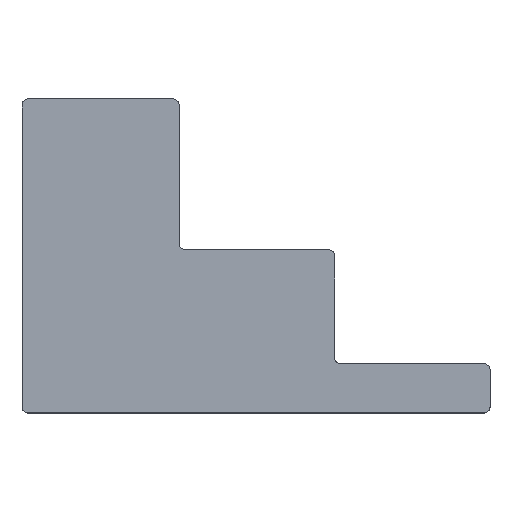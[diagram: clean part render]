
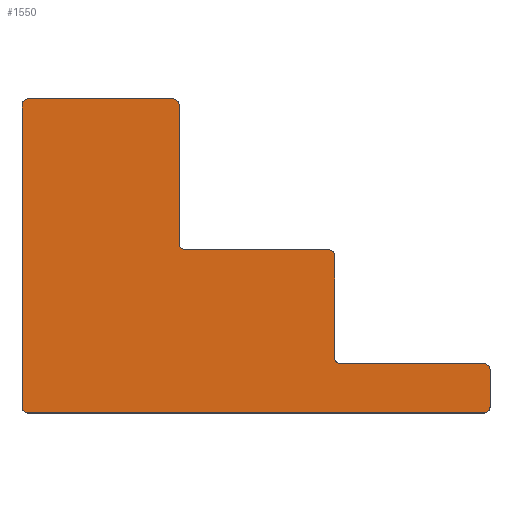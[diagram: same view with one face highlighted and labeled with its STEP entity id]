
A CAD part, top view. The second image highlights one B-rep face of the part: STEP entity #1550.
In plain terms, the highlighted planar face has unit normal (0, 0, 1).
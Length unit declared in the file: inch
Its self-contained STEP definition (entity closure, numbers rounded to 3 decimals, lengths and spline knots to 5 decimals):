
#22 = AXIS2_PLACEMENT_3D ( 'NONE', #1468, #4008, #3699 ) ;
#37 = CARTESIAN_POINT ( 'NONE',  ( 0., 2.00787, 1.00394 ) ) ;
#38 = LINE ( 'NONE', #2307, #3357 ) ;
#48 = CIRCLE ( 'NONE', #1303, 0.03937 ) ;
#61 = DIRECTION ( 'NONE',  ( 0., 0., -1. ) ) ;
#96 = EDGE_CURVE ( 'NONE', #2498, #1459, #2728, .T. ) ;
#157 = DIRECTION ( 'NONE',  ( 0., 0., -1. ) ) ;
#165 = DIRECTION ( 'NONE',  ( -1., 0., 0. ) ) ;
#171 = CARTESIAN_POINT ( 'NONE',  ( 1.00394, 1.08268, 1.00394 ) ) ;
#178 = ORIENTED_EDGE ( 'NONE', *, *, #1655, .T. ) ;
#184 = LINE ( 'NONE', #2702, #1862 ) ;
#202 = EDGE_CURVE ( 'NONE', #3280, #3386, #184, .T. ) ;
#203 = CARTESIAN_POINT ( 'NONE',  ( 0.96457, 2.00787, 1.00394 ) ) ;
#255 = DIRECTION ( 'NONE',  ( 0., 1., 0. ) ) ;
#344 = LINE ( 'NONE', #37, #3599 ) ;
#388 = CARTESIAN_POINT ( 'NONE',  ( 0., 0.31496, 1.00394 ) ) ;
#417 = AXIS2_PLACEMENT_3D ( 'NONE', #1629, #61, #1014 ) ;
#436 = VERTEX_POINT ( 'NONE', #1995 ) ;
#468 = CARTESIAN_POINT ( 'NONE',  ( 0., 1.04331, 1.00394 ) ) ;
#502 = EDGE_CURVE ( 'NONE', #3646, #2643, #3719, .T. ) ;
#544 = CARTESIAN_POINT ( 'NONE',  ( 0.03937, 0.03937, 1.00394 ) ) ;
#564 = EDGE_CURVE ( 'NONE', #744, #3386, #3316, .T. ) ;
#572 = ORIENTED_EDGE ( 'NONE', *, *, #4092, .T. ) ;
#596 = DIRECTION ( 'NONE',  ( -1., 0., 0. ) ) ;
#643 = EDGE_CURVE ( 'NONE', #744, #2744, #3297, .T. ) ;
#697 = LINE ( 'NONE', #3885, #3926 ) ;
#714 = DIRECTION ( 'NONE',  ( 1., 0., 0. ) ) ;
#728 = ORIENTED_EDGE ( 'NONE', *, *, #1804, .T. ) ;
#744 = VERTEX_POINT ( 'NONE', #2533 ) ;
#816 = VECTOR ( 'NONE', #255, 39.37008 ) ;
#859 = CARTESIAN_POINT ( 'NONE',  ( 1.04331, 1.04331, 1.00394 ) ) ;
#882 = LINE ( 'NONE', #2139, #816 ) ;
#909 = ORIENTED_EDGE ( 'NONE', *, *, #1800, .T. ) ;
#963 = AXIS2_PLACEMENT_3D ( 'NONE', #544, #2840, #3397 ) ;
#1006 = CIRCLE ( 'NONE', #3177, 0.03937 ) ;
#1014 = DIRECTION ( 'NONE',  ( -1., 0., 0. ) ) ;
#1055 = CARTESIAN_POINT ( 'NONE',  ( 2.95276, 0.31496, 1.00394 ) ) ;
#1093 = DIRECTION ( 'NONE',  ( 0., 0., -1. ) ) ;
#1113 = AXIS2_PLACEMENT_3D ( 'NONE', #2896, #3828, #3870 ) ;
#1272 = DIRECTION ( 'NONE',  ( 0., 0., -1. ) ) ;
#1303 = AXIS2_PLACEMENT_3D ( 'NONE', #2322, #157, #3593 ) ;
#1342 = EDGE_CURVE ( 'NONE', #3204, #436, #3180, .T. ) ;
#1369 = AXIS2_PLACEMENT_3D ( 'NONE', #2594, #1272, #714 ) ;
#1425 = VERTEX_POINT ( 'NONE', #203 ) ;
#1429 = CARTESIAN_POINT ( 'NONE',  ( 2.99213, 0.27559, 1.00394 ) ) ;
#1459 = VERTEX_POINT ( 'NONE', #1429 ) ;
#1468 = CARTESIAN_POINT ( 'NONE',  ( 2.95276, 0.27559, 1.00394 ) ) ;
#1474 = VERTEX_POINT ( 'NONE', #3603 ) ;
#1483 = FACE_OUTER_BOUND ( 'NONE', #3944, .T. ) ;
#1543 = DIRECTION ( 'NONE',  ( 1., 0., 0. ) ) ;
#1550 = ADVANCED_FACE ( 'NONE', ( #1483 ), #3048, .T. ) ;
#1589 = CARTESIAN_POINT ( 'NONE',  ( 0.96457, 1.9685, 1.00394 ) ) ;
#1611 = AXIS2_PLACEMENT_3D ( 'NONE', #1821, #2824, #1543 ) ;
#1629 = CARTESIAN_POINT ( 'NONE',  ( 2.95276, 0.03937, 1.00394 ) ) ;
#1643 = CARTESIAN_POINT ( 'NONE',  ( 1.99803, 0.35433, 1.00394 ) ) ;
#1648 = CARTESIAN_POINT ( 'NONE',  ( 0.03937, 0., 1.00394 ) ) ;
#1655 = EDGE_CURVE ( 'NONE', #3646, #1459, #882, .T. ) ;
#1675 = ORIENTED_EDGE ( 'NONE', *, *, #202, .T. ) ;
#1676 = VECTOR ( 'NONE', #3172, 39.37008 ) ;
#1755 = EDGE_CURVE ( 'NONE', #2942, #2643, #697, .T. ) ;
#1800 = EDGE_CURVE ( 'NONE', #2498, #3330, #1908, .T. ) ;
#1804 = EDGE_CURVE ( 'NONE', #1425, #436, #344, .T. ) ;
#1821 = CARTESIAN_POINT ( 'NONE',  ( 0., 0., 1.00394 ) ) ;
#1856 = AXIS2_PLACEMENT_3D ( 'NONE', #3659, #1093, #4003 ) ;
#1862 = VECTOR ( 'NONE', #3970, 39.37008 ) ;
#1908 = LINE ( 'NONE', #388, #1676 ) ;
#1995 = CARTESIAN_POINT ( 'NONE',  ( 0.03937, 2.00787, 1.00394 ) ) ;
#1996 = VECTOR ( 'NONE', #165, 39.37008 ) ;
#2005 = ORIENTED_EDGE ( 'NONE', *, *, #96, .F. ) ;
#2018 = EDGE_CURVE ( 'NONE', #2314, #2207, #2795, .T. ) ;
#2038 = CARTESIAN_POINT ( 'NONE',  ( 2.95276, 0., 1.00394 ) ) ;
#2139 = CARTESIAN_POINT ( 'NONE',  ( 2.99213, 0., 1.00394 ) ) ;
#2207 = VERTEX_POINT ( 'NONE', #3244 ) ;
#2243 = DIRECTION ( 'NONE',  ( 1., 0., 0. ) ) ;
#2307 = CARTESIAN_POINT ( 'NONE',  ( 0., 0., 1.00394 ) ) ;
#2314 = VERTEX_POINT ( 'NONE', #171 ) ;
#2322 = CARTESIAN_POINT ( 'NONE',  ( 1.04331, 1.08268, 1.00394 ) ) ;
#2350 = EDGE_CURVE ( 'NONE', #1425, #2207, #1006, .T. ) ;
#2498 = VERTEX_POINT ( 'NONE', #1055 ) ;
#2523 = ORIENTED_EDGE ( 'NONE', *, *, #3872, .F. ) ;
#2533 = CARTESIAN_POINT ( 'NONE',  ( 1.95866, 1.04331, 1.00394 ) ) ;
#2548 = ORIENTED_EDGE ( 'NONE', *, *, #1755, .T. ) ;
#2594 = CARTESIAN_POINT ( 'NONE',  ( 2.0374, 0.35433, 1.00394 ) ) ;
#2643 = VERTEX_POINT ( 'NONE', #2038 ) ;
#2702 = CARTESIAN_POINT ( 'NONE',  ( 1.99803, 0., 1.00394 ) ) ;
#2728 = CIRCLE ( 'NONE', #22, 0.03937 ) ;
#2739 = CIRCLE ( 'NONE', #963, 0.03937 ) ;
#2744 = VERTEX_POINT ( 'NONE', #859 ) ;
#2795 = LINE ( 'NONE', #3121, #3425 ) ;
#2821 = CARTESIAN_POINT ( 'NONE',  ( 0., 1.9685, 1.00394 ) ) ;
#2824 = DIRECTION ( 'NONE',  ( 0., 0., 1. ) ) ;
#2830 = ORIENTED_EDGE ( 'NONE', *, *, #1342, .F. ) ;
#2840 = DIRECTION ( 'NONE',  ( 0., 0., -1. ) ) ;
#2846 = EDGE_CURVE ( 'NONE', #3204, #1474, #38, .T. ) ;
#2896 = CARTESIAN_POINT ( 'NONE',  ( 0.03937, 1.9685, 1.00394 ) ) ;
#2914 = DIRECTION ( 'NONE',  ( 0., -1., 0. ) ) ;
#2942 = VERTEX_POINT ( 'NONE', #1648 ) ;
#3048 = PLANE ( 'NONE',  #1611 ) ;
#3121 = CARTESIAN_POINT ( 'NONE',  ( 1.00394, 0., 1.00394 ) ) ;
#3172 = DIRECTION ( 'NONE',  ( -1., 0., 0. ) ) ;
#3177 = AXIS2_PLACEMENT_3D ( 'NONE', #1589, #3428, #596 ) ;
#3180 = CIRCLE ( 'NONE', #1113, 0.03937 ) ;
#3204 = VERTEX_POINT ( 'NONE', #2821 ) ;
#3244 = CARTESIAN_POINT ( 'NONE',  ( 1.00394, 1.9685, 1.00394 ) ) ;
#3247 = ORIENTED_EDGE ( 'NONE', *, *, #564, .F. ) ;
#3280 = VERTEX_POINT ( 'NONE', #1643 ) ;
#3297 = LINE ( 'NONE', #468, #1996 ) ;
#3316 = CIRCLE ( 'NONE', #1856, 0.03937 ) ;
#3330 = VERTEX_POINT ( 'NONE', #3532 ) ;
#3335 = ORIENTED_EDGE ( 'NONE', *, *, #502, .F. ) ;
#3353 = ORIENTED_EDGE ( 'NONE', *, *, #2018, .T. ) ;
#3357 = VECTOR ( 'NONE', #2914, 39.37008 ) ;
#3386 = VERTEX_POINT ( 'NONE', #3614 ) ;
#3397 = DIRECTION ( 'NONE',  ( -1., 0., 0. ) ) ;
#3408 = ORIENTED_EDGE ( 'NONE', *, *, #643, .T. ) ;
#3425 = VECTOR ( 'NONE', #3774, 39.37008 ) ;
#3428 = DIRECTION ( 'NONE',  ( 0., 0., -1. ) ) ;
#3477 = CIRCLE ( 'NONE', #1369, 0.03937 ) ;
#3532 = CARTESIAN_POINT ( 'NONE',  ( 2.0374, 0.31496, 1.00394 ) ) ;
#3586 = ORIENTED_EDGE ( 'NONE', *, *, #3994, .T. ) ;
#3593 = DIRECTION ( 'NONE',  ( 1., 0., 0. ) ) ;
#3599 = VECTOR ( 'NONE', #3866, 39.37008 ) ;
#3603 = CARTESIAN_POINT ( 'NONE',  ( 0., 0.03937, 1.00394 ) ) ;
#3614 = CARTESIAN_POINT ( 'NONE',  ( 1.99803, 1.00394, 1.00394 ) ) ;
#3646 = VERTEX_POINT ( 'NONE', #3991 ) ;
#3659 = CARTESIAN_POINT ( 'NONE',  ( 1.95866, 1.00394, 1.00394 ) ) ;
#3682 = ORIENTED_EDGE ( 'NONE', *, *, #2846, .T. ) ;
#3699 = DIRECTION ( 'NONE',  ( -1., 0., 0. ) ) ;
#3719 = CIRCLE ( 'NONE', #417, 0.03937 ) ;
#3774 = DIRECTION ( 'NONE',  ( 0., 1., 0. ) ) ;
#3828 = DIRECTION ( 'NONE',  ( 0., 0., -1. ) ) ;
#3866 = DIRECTION ( 'NONE',  ( -1., 0., 0. ) ) ;
#3870 = DIRECTION ( 'NONE',  ( -1., 0., 0. ) ) ;
#3872 = EDGE_CURVE ( 'NONE', #2942, #1474, #2739, .T. ) ;
#3885 = CARTESIAN_POINT ( 'NONE',  ( 0., 0., 1.00394 ) ) ;
#3926 = VECTOR ( 'NONE', #2243, 39.37008 ) ;
#3944 = EDGE_LOOP ( 'NONE', ( #3408, #572, #3353, #4011, #728, #2830, #3682, #2523, #2548, #3335, #178, #2005, #909, #3586, #1675, #3247 ) ) ;
#3970 = DIRECTION ( 'NONE',  ( 0., 1., 0. ) ) ;
#3991 = CARTESIAN_POINT ( 'NONE',  ( 2.99213, 0.03937, 1.00394 ) ) ;
#3994 = EDGE_CURVE ( 'NONE', #3330, #3280, #3477, .T. ) ;
#4003 = DIRECTION ( 'NONE',  ( -1., 0., 0. ) ) ;
#4008 = DIRECTION ( 'NONE',  ( 0., 0., -1. ) ) ;
#4011 = ORIENTED_EDGE ( 'NONE', *, *, #2350, .F. ) ;
#4092 = EDGE_CURVE ( 'NONE', #2744, #2314, #48, .T. ) ;
